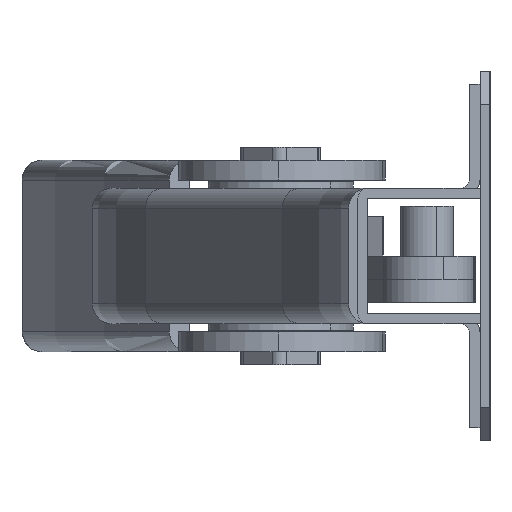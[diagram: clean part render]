
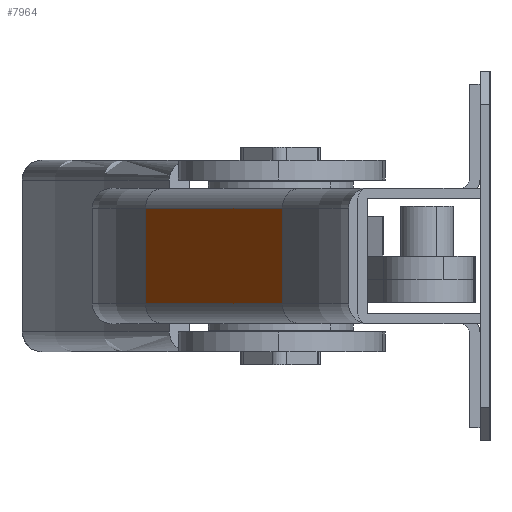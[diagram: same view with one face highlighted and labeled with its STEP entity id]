
A CAD part, left-side view. The second image highlights one B-rep face of the part: STEP entity #7964.
In plain terms, the highlighted planar face has unit normal (-0.5, 0.866, 0).
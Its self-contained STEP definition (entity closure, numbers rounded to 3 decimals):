
#458 = CARTESIAN_POINT ( 'NONE',  ( -30., 20.462, 7.25 ) ) ;
#575 = EDGE_LOOP ( 'NONE', ( #5117, #9025, #9880, #6102 ) ) ;
#808 = VERTEX_POINT ( 'NONE', #8370 ) ;
#1091 = DIRECTION ( 'NONE',  ( 0., 0., -1. ) ) ;
#1430 = VERTEX_POINT ( 'NONE', #6311 ) ;
#1658 = LINE ( 'NONE', #458, #9875 ) ;
#2312 = CARTESIAN_POINT ( 'NONE',  ( -30., 20.462, 10.25 ) ) ;
#2536 = VECTOR ( 'NONE', #8783, 1000. ) ;
#3216 = CARTESIAN_POINT ( 'NONE',  ( -30., 20.462, 7.25 ) ) ;
#3584 = PLANE ( 'NONE',  #5577 ) ;
#3744 = FACE_OUTER_BOUND ( 'NONE', #575, .T. ) ;
#4130 = EDGE_CURVE ( 'NONE', #4734, #1430, #11200, .T. ) ;
#4734 = VERTEX_POINT ( 'NONE', #7992 ) ;
#5117 = ORIENTED_EDGE ( 'NONE', *, *, #6919, .T. ) ;
#5574 = LINE ( 'NONE', #11355, #9863 ) ;
#5577 = AXIS2_PLACEMENT_3D ( 'NONE', #11780, #10575, #9350 ) ;
#5955 = LINE ( 'NONE', #2312, #6094 ) ;
#6094 = VECTOR ( 'NONE', #1091, 1000. ) ;
#6102 = ORIENTED_EDGE ( 'NONE', *, *, #11546, .T. ) ;
#6311 = CARTESIAN_POINT ( 'NONE',  ( -65.877, -0.252, -7.25 ) ) ;
#6919 = EDGE_CURVE ( 'NONE', #9728, #4734, #5955, .T. ) ;
#7964 = ADVANCED_FACE ( 'NONE', ( #3744 ), #3584, .F. ) ;
#7992 = CARTESIAN_POINT ( 'NONE',  ( -30., 20.462, -7.25 ) ) ;
#8370 = CARTESIAN_POINT ( 'NONE',  ( -65.877, -0.252, 7.25 ) ) ;
#8783 = DIRECTION ( 'NONE',  ( -0.866, -0.5, 0. ) ) ;
#8889 = EDGE_CURVE ( 'NONE', #808, #1430, #5574, .T. ) ;
#9025 = ORIENTED_EDGE ( 'NONE', *, *, #4130, .T. ) ;
#9350 = DIRECTION ( 'NONE',  ( 0.866, 0.5, 0. ) ) ;
#9728 = VERTEX_POINT ( 'NONE', #3216 ) ;
#9863 = VECTOR ( 'NONE', #10150, 1000. ) ;
#9875 = VECTOR ( 'NONE', #11091, 1000. ) ;
#9880 = ORIENTED_EDGE ( 'NONE', *, *, #8889, .F. ) ;
#9997 = CARTESIAN_POINT ( 'NONE',  ( -65.877, -0.252, -7.25 ) ) ;
#10150 = DIRECTION ( 'NONE',  ( 0., 0., -1. ) ) ;
#10575 = DIRECTION ( 'NONE',  ( 0.5, -0.866, 0. ) ) ;
#11091 = DIRECTION ( 'NONE',  ( 0.866, 0.5, 0. ) ) ;
#11200 = LINE ( 'NONE', #9997, #2536 ) ;
#11355 = CARTESIAN_POINT ( 'NONE',  ( -65.877, -0.252, 10.25 ) ) ;
#11546 = EDGE_CURVE ( 'NONE', #808, #9728, #1658, .T. ) ;
#11780 = CARTESIAN_POINT ( 'NONE',  ( -30., 20.462, 10.25 ) ) ;
